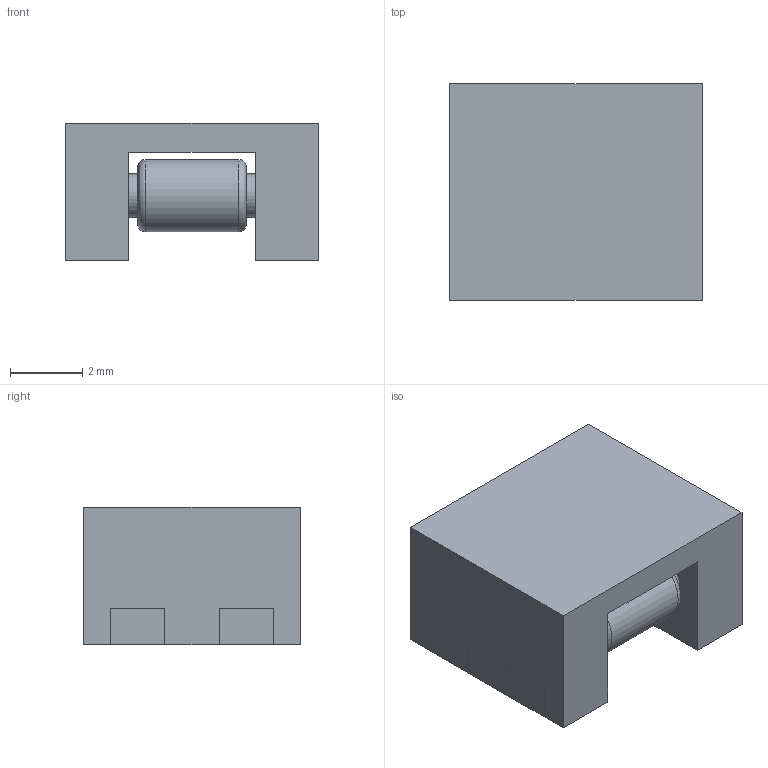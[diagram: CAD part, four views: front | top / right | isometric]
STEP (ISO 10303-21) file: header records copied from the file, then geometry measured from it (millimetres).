
FILE_DESCRIPTION(('FreeCAD Model'),'2;1');
FILE_NAME('SCM7060.step','2020-05-14T17:19:00',( 'Author'),(''),'Open CASCADE STEP processor 7.3','FreeCAD','Unknown' );
FILE_SCHEMA(('AUTOMOTIVE_DESIGN { 1 0 10303 214 1 1 1 1 }'));
Length unit declared in the file: millimetre
Products named in the file (8): Part; Body; Body001; Body002; PIN001; PIN002; PIN003; PIN004
Assembly tree (7 placements, depth 2):
  Part
    Body
    Body001
    Body002
    PIN001
    PIN002
    PIN003
    PIN004
Bounding box: 7 x 6 x 3.8 mm (x, y, z)
Volume: 119.8 mm3; surface area: 309.9 mm2
Topology: 7 solids, 7 shells, 68 faces, 146 edges, 96 vertices
Faces by surface type: plane 58, cylinder 6, torus 4
Full cylindrical faces by diameter (mm): 1.2 x4, 2 x2
Entity records: 3931 total; most frequent: CARTESIAN_POINT 646, DIRECTION 604, LINE 406, VECTOR 406, ORIENTED_EDGE 292, PCURVE 292, DEFINITIONAL_REPRESENTATION 292, EDGE_CURVE 146
